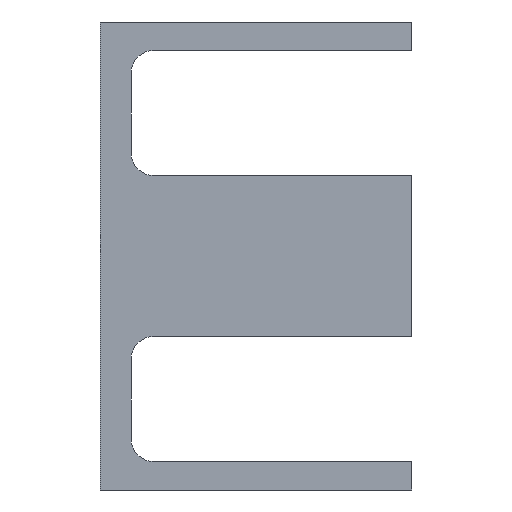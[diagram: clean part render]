
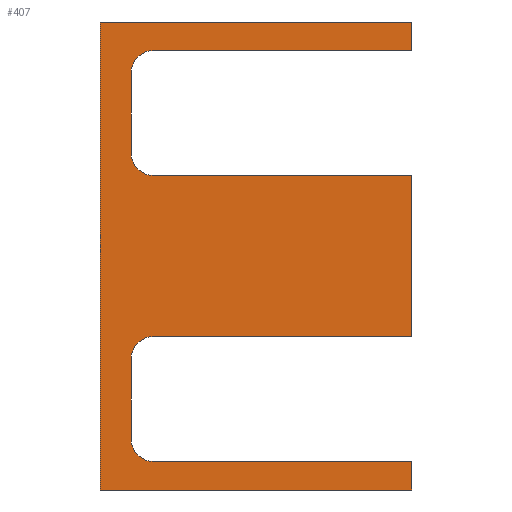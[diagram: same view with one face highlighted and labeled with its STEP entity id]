
A CAD part, left-side view. The second image highlights one B-rep face of the part: STEP entity #407.
In plain terms, the highlighted planar face has unit normal (-1, 0, 0).
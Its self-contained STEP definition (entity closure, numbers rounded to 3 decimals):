
#1 = CARTESIAN_POINT ( 'NONE',  ( 0., 0., -79. ) ) ;
#2 = CARTESIAN_POINT ( 'NONE',  ( 0., 99.5, -31. ) ) ;
#3 = CARTESIAN_POINT ( 'NONE',  ( 0., 0., 31. ) ) ;
#4 = CARTESIAN_POINT ( 'NONE',  ( 0., 108., -70.5 ) ) ;
#5 = CARTESIAN_POINT ( 'NONE',  ( 0., 99.5, -79. ) ) ;
#6 = VERTEX_POINT ( 'NONE', #1 ) ;
#7 = VERTEX_POINT ( 'NONE', #5 ) ;
#8 = VERTEX_POINT ( 'NONE', #4 ) ;
#9 = VERTEX_POINT ( 'NONE', #38 ) ;
#10 = VERTEX_POINT ( 'NONE', #2 ) ;
#11 = VERTEX_POINT ( 'NONE', #39 ) ;
#12 = VERTEX_POINT ( 'NONE', #3 ) ;
#13 = VERTEX_POINT ( 'NONE', #40 ) ;
#14 = VERTEX_POINT ( 'NONE', #41 ) ;
#15 = VERTEX_POINT ( 'NONE', #42 ) ;
#16 = VERTEX_POINT ( 'NONE', #43 ) ;
#17 = VERTEX_POINT ( 'NONE', #44 ) ;
#18 = VERTEX_POINT ( 'NONE', #45 ) ;
#35 = VERTEX_POINT ( 'NONE', #62 ) ;
#36 = VERTEX_POINT ( 'NONE', #63 ) ;
#37 = VERTEX_POINT ( 'NONE', #64 ) ;
#38 = CARTESIAN_POINT ( 'NONE',  ( 0., 108., -39.5 ) ) ;
#39 = CARTESIAN_POINT ( 'NONE',  ( 0., 0., -31. ) ) ;
#40 = CARTESIAN_POINT ( 'NONE',  ( 0., 99.5, 31. ) ) ;
#41 = CARTESIAN_POINT ( 'NONE',  ( 0., 108., 39.5 ) ) ;
#42 = CARTESIAN_POINT ( 'NONE',  ( 0., 108., 70.5 ) ) ;
#43 = CARTESIAN_POINT ( 'NONE',  ( 0., 99.5, 79. ) ) ;
#44 = CARTESIAN_POINT ( 'NONE',  ( 0., 0., 79. ) ) ;
#45 = CARTESIAN_POINT ( 'NONE',  ( 0., 0., 90. ) ) ;
#62 = CARTESIAN_POINT ( 'NONE',  ( 0., 0., -90. ) ) ;
#63 = CARTESIAN_POINT ( 'NONE',  ( 0., 120., -90. ) ) ;
#64 = CARTESIAN_POINT ( 'NONE',  ( 0., 120., 90. ) ) ;
#103 = CARTESIAN_POINT ( 'NONE',  ( 0., 99.5, 70.5 ) ) ;
#106 = DIRECTION ( 'NONE',  ( -1., 0., 0. ) ) ;
#107 = DIRECTION ( 'NONE',  ( 0., 0., 1. ) ) ;
#108 = CARTESIAN_POINT ( 'NONE',  ( 0., 99.5, 39.5 ) ) ;
#110 = CARTESIAN_POINT ( 'NONE',  ( 0., 0., 0. ) ) ;
#111 = DIRECTION ( 'NONE',  ( 0., 0., -1. ) ) ;
#116 = CARTESIAN_POINT ( 'NONE',  ( 0., 0., 79. ) ) ;
#117 = DIRECTION ( 'NONE',  ( 0., 1., 0. ) ) ;
#121 = DIRECTION ( 'NONE',  ( -1., 0., 0. ) ) ;
#122 = DIRECTION ( 'NONE',  ( 0., 0., 1. ) ) ;
#123 = CARTESIAN_POINT ( 'NONE',  ( 0., 99.5, -39.5 ) ) ;
#125 = CARTESIAN_POINT ( 'NONE',  ( 0., 108., 0. ) ) ;
#126 = DIRECTION ( 'NONE',  ( 0., 0., -1. ) ) ;
#130 = DIRECTION ( 'NONE',  ( -1., 0., 0. ) ) ;
#131 = DIRECTION ( 'NONE',  ( 0., 0., 1. ) ) ;
#132 = CARTESIAN_POINT ( 'NONE',  ( 0., 99.5, -70.5 ) ) ;
#134 = CARTESIAN_POINT ( 'NONE',  ( 0., 0., 31. ) ) ;
#135 = DIRECTION ( 'NONE',  ( 0., -1., 0. ) ) ;
#138 = CARTESIAN_POINT ( 'NONE',  ( 0., 0., 0. ) ) ;
#139 = DIRECTION ( 'NONE',  ( 0., 0., -1. ) ) ;
#142 = CARTESIAN_POINT ( 'NONE',  ( 0., 0., -31. ) ) ;
#143 = DIRECTION ( 'NONE',  ( 0., 1., 0. ) ) ;
#147 = DIRECTION ( 'NONE',  ( -1., 0., 0. ) ) ;
#148 = DIRECTION ( 'NONE',  ( 0., 0., 1. ) ) ;
#151 = CARTESIAN_POINT ( 'NONE',  ( 0., 108., 0. ) ) ;
#152 = DIRECTION ( 'NONE',  ( 0., 0., -1. ) ) ;
#157 = CARTESIAN_POINT ( 'NONE',  ( 0., 0., -79. ) ) ;
#158 = DIRECTION ( 'NONE',  ( 0., -1., 0. ) ) ;
#161 = CARTESIAN_POINT ( 'NONE',  ( 0., 0., 0. ) ) ;
#162 = DIRECTION ( 'NONE',  ( 0., 0., -1. ) ) ;
#165 = CARTESIAN_POINT ( 'NONE',  ( 0., 0., -90. ) ) ;
#166 = DIRECTION ( 'NONE',  ( 0., 1., 0. ) ) ;
#167 = CARTESIAN_POINT ( 'NONE',  ( 0., 120., 0. ) ) ;
#168 = DIRECTION ( 'NONE',  ( 0., 0., 1. ) ) ;
#170 = CARTESIAN_POINT ( 'NONE',  ( 0., 0., 90. ) ) ;
#171 = DIRECTION ( 'NONE',  ( 0., -1., 0. ) ) ;
#189 = PLANE ( 'NONE',  #382 ) ;
#192 = CARTESIAN_POINT ( 'NONE',  ( 0., 0., 0. ) ) ;
#198 = DIRECTION ( 'NONE',  ( 1., 0., 0. ) ) ;
#199 = DIRECTION ( 'NONE',  ( 0., 0., -1. ) ) ;
#279 = EDGE_LOOP ( 'NONE', ( #431, #432, #433, #434, #435, #436, #437, #438, #439, #440, #441, #442, #443, #444, #445, #446 ) ) ;
#321 = AXIS2_PLACEMENT_3D ( 'NONE', #132, #147, #148 ) ;
#338 = EDGE_CURVE ( 'NONE', #16, #15, #512, .T. ) ;
#340 = EDGE_CURVE ( 'NONE', #18, #17, #513, .T. ) ;
#343 = EDGE_CURVE ( 'NONE', #17, #16, #519, .T. ) ;
#345 = EDGE_CURVE ( 'NONE', #14, #13, #525, .T. ) ;
#347 = EDGE_CURVE ( 'NONE', #15, #14, #526, .T. ) ;
#349 = EDGE_CURVE ( 'NONE', #10, #9, #532, .T. ) ;
#351 = EDGE_CURVE ( 'NONE', #13, #12, #533, .T. ) ;
#353 = EDGE_CURVE ( 'NONE', #12, #11, #537, .T. ) ;
#355 = EDGE_CURVE ( 'NONE', #11, #10, #541, .T. ) ;
#357 = EDGE_CURVE ( 'NONE', #8, #7, #547, .T. ) ;
#359 = EDGE_CURVE ( 'NONE', #9, #8, #548, .T. ) ;
#362 = EDGE_CURVE ( 'NONE', #7, #6, #554, .T. ) ;
#364 = EDGE_CURVE ( 'NONE', #6, #35, #558, .T. ) ;
#366 = EDGE_CURVE ( 'NONE', #35, #36, #562, .T. ) ;
#367 = EDGE_CURVE ( 'NONE', #36, #37, #564, .T. ) ;
#368 = EDGE_CURVE ( 'NONE', #37, #18, #566, .T. ) ;
#370 = AXIS2_PLACEMENT_3D ( 'NONE', #123, #130, #131 ) ;
#371 = AXIS2_PLACEMENT_3D ( 'NONE', #108, #121, #122 ) ;
#374 = AXIS2_PLACEMENT_3D ( 'NONE', #103, #106, #107 ) ;
#382 = AXIS2_PLACEMENT_3D ( 'NONE', #192, #198, #199 ) ;
#407 = ADVANCED_FACE ( 'NONE', ( #573 ), #189, .F. ) ;
#431 = ORIENTED_EDGE ( 'NONE', *, *, #367, .F. ) ;
#432 = ORIENTED_EDGE ( 'NONE', *, *, #366, .F. ) ;
#433 = ORIENTED_EDGE ( 'NONE', *, *, #364, .F. ) ;
#434 = ORIENTED_EDGE ( 'NONE', *, *, #362, .F. ) ;
#435 = ORIENTED_EDGE ( 'NONE', *, *, #357, .F. ) ;
#436 = ORIENTED_EDGE ( 'NONE', *, *, #359, .F. ) ;
#437 = ORIENTED_EDGE ( 'NONE', *, *, #349, .F. ) ;
#438 = ORIENTED_EDGE ( 'NONE', *, *, #355, .F. ) ;
#439 = ORIENTED_EDGE ( 'NONE', *, *, #353, .F. ) ;
#440 = ORIENTED_EDGE ( 'NONE', *, *, #351, .F. ) ;
#441 = ORIENTED_EDGE ( 'NONE', *, *, #345, .F. ) ;
#442 = ORIENTED_EDGE ( 'NONE', *, *, #347, .F. ) ;
#443 = ORIENTED_EDGE ( 'NONE', *, *, #338, .F. ) ;
#444 = ORIENTED_EDGE ( 'NONE', *, *, #343, .F. ) ;
#445 = ORIENTED_EDGE ( 'NONE', *, *, #340, .F. ) ;
#446 = ORIENTED_EDGE ( 'NONE', *, *, #368, .F. ) ;
#512 = CIRCLE ( 'NONE', #374, 8.5 ) ;
#513 = LINE ( 'NONE', #110, #514 ) ;
#514 = VECTOR ( 'NONE', #111, 1000. ) ;
#519 = LINE ( 'NONE', #116, #520 ) ;
#520 = VECTOR ( 'NONE', #117, 1000. ) ;
#525 = CIRCLE ( 'NONE', #371, 8.5 ) ;
#526 = LINE ( 'NONE', #125, #527 ) ;
#527 = VECTOR ( 'NONE', #126, 1000. ) ;
#532 = CIRCLE ( 'NONE', #370, 8.5 ) ;
#533 = LINE ( 'NONE', #134, #534 ) ;
#534 = VECTOR ( 'NONE', #135, 1000. ) ;
#537 = LINE ( 'NONE', #138, #538 ) ;
#538 = VECTOR ( 'NONE', #139, 1000. ) ;
#541 = LINE ( 'NONE', #142, #542 ) ;
#542 = VECTOR ( 'NONE', #143, 1000. ) ;
#547 = CIRCLE ( 'NONE', #321, 8.5 ) ;
#548 = LINE ( 'NONE', #151, #549 ) ;
#549 = VECTOR ( 'NONE', #152, 1000. ) ;
#554 = LINE ( 'NONE', #157, #555 ) ;
#555 = VECTOR ( 'NONE', #158, 1000. ) ;
#558 = LINE ( 'NONE', #161, #559 ) ;
#559 = VECTOR ( 'NONE', #162, 1000. ) ;
#562 = LINE ( 'NONE', #165, #563 ) ;
#563 = VECTOR ( 'NONE', #166, 1000. ) ;
#564 = LINE ( 'NONE', #167, #565 ) ;
#565 = VECTOR ( 'NONE', #168, 1000. ) ;
#566 = LINE ( 'NONE', #170, #567 ) ;
#567 = VECTOR ( 'NONE', #171, 1000. ) ;
#573 = FACE_OUTER_BOUND ( 'NONE', #279, .T. ) ;
